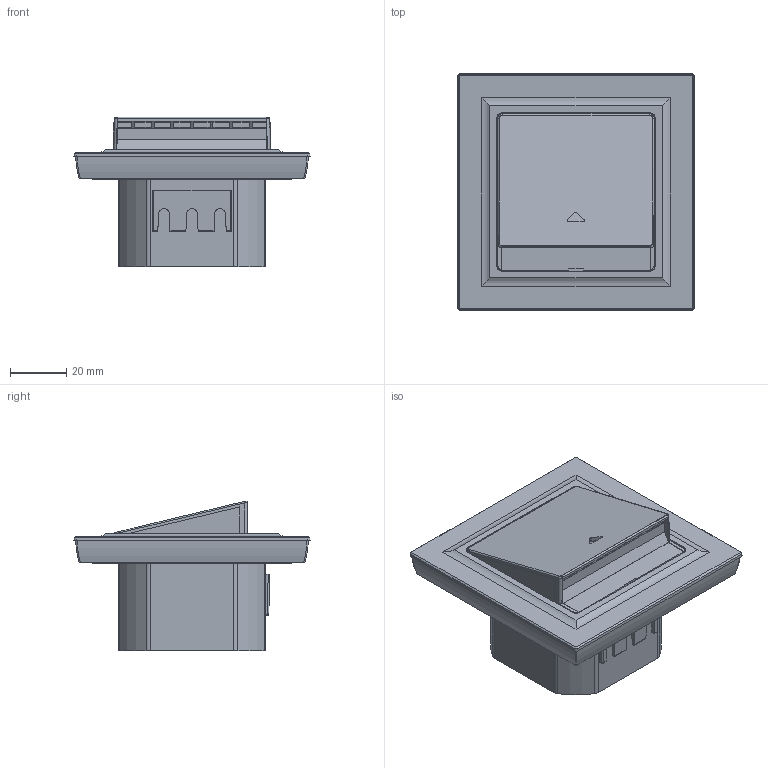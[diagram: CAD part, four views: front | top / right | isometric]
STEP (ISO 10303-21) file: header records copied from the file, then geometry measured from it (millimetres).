
FILE_DESCRIPTION (( 'STEP AP214' ), '1' );
FILE_NAME ('BRITE Âûêëþ÷. êàðòî÷íûé 10À.STEP', '2025-04-01T07:07:36', ( '' ), ( '' ), 'SwSTEP 2.0', 'SolidWorks 2022', '' );
FILE_SCHEMA (( 'AUTOMOTIVE_DESIGN' ));
Length unit declared in the file: millimetre
Products named in the file (1): BRITE Выключ. карточный 10А
Bounding box: 84.1 x 84.1 x 53.38 mm (x, y, z)
Volume: 162141.1 mm3; surface area: 38323 mm2
Topology: 1 solids, 3 shells, 502 faces, 1379 edges, 890 vertices
Faces by surface type: plane 333, cylinder 127, bspline 24, torus 12, cone 4, sphere 2
Entity records: 16616 total; most frequent: CARTESIAN_POINT 3940, ORIENTED_EDGE 2754, DIRECTION 2467, EDGE_CURVE 1377, LINE 1037, VECTOR 1037, VERTEX_POINT 890, AXIS2_PLACEMENT_3D 715
